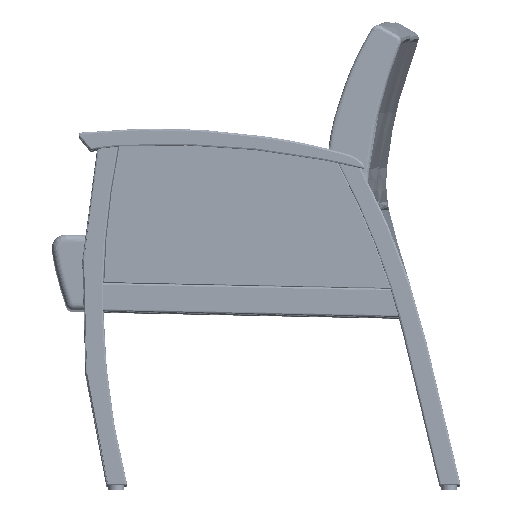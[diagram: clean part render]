
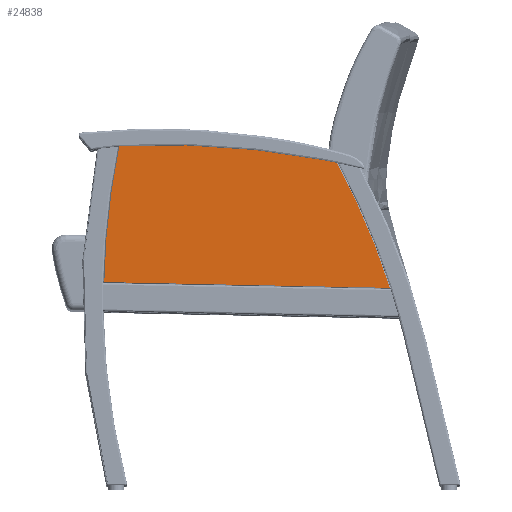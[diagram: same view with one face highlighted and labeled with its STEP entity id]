
A CAD part, top view. The second image highlights one B-rep face of the part: STEP entity #24838.
In plain terms, the highlighted planar face has unit normal (0, 0, 1).
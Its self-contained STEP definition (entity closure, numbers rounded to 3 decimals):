
#2836=PLANE('',#27700);
#3834=LINE('',#127334,#4843);
#4843=VECTOR('',#34304,20.361);
#6910=FACE_OUTER_BOUND('',#9010,.T.);
#9010=EDGE_LOOP('',(#22040,#22041,#22042,#22043));
#10417=CIRCLE('',#27698,53.107);
#10419=CIRCLE('',#27701,53.107);
#10420=CIRCLE('',#27702,59.771);
#12532=VERTEX_POINT('',#127299);
#12535=VERTEX_POINT('',#127319);
#12536=VERTEX_POINT('',#127336);
#12538=VERTEX_POINT('',#127355);
#15708=EDGE_CURVE('',#12535,#12532,#3834,.T.);
#15709=EDGE_CURVE('',#12532,#12536,#10417,.T.);
#15712=EDGE_CURVE('',#12538,#12535,#10419,.T.);
#15713=EDGE_CURVE('',#12536,#12538,#10420,.T.);
#22040=ORIENTED_EDGE('',*,*,#15708,.F.);
#22041=ORIENTED_EDGE('',*,*,#15712,.F.);
#22042=ORIENTED_EDGE('',*,*,#15713,.F.);
#22043=ORIENTED_EDGE('',*,*,#15709,.F.);
#24838=ADVANCED_FACE('',(#6910),#2836,.T.);
#27698=AXIS2_PLACEMENT_3D('',#127337,#34307,#34308);
#27700=AXIS2_PLACEMENT_3D('',#127354,#34311,#34312);
#27701=AXIS2_PLACEMENT_3D('',#127356,#34313,#34314);
#27702=AXIS2_PLACEMENT_3D('',#127357,#34315,#34316);
#34304=DIRECTION('',(-1.,0.02,0.));
#34307=DIRECTION('center_axis',(0.,0.,-1.));
#34308=DIRECTION('ref_axis',(-0.994,0.11,0.));
#34311=DIRECTION('center_axis',(0.,0.,1.));
#34312=DIRECTION('ref_axis',(1.,0.,0.));
#34313=DIRECTION('center_axis',(0.,0.,-1.));
#34314=DIRECTION('ref_axis',(0.921,0.39,0.));
#34315=DIRECTION('center_axis',(0.,0.,-1.));
#34316=DIRECTION('ref_axis',(0.068,0.998,0.));
#127299=CARTESIAN_POINT('',(-10.294,-4.614,0.813));
#127319=CARTESIAN_POINT('',(10.063,-5.024,0.813));
#127334=CARTESIAN_POINT('',(4.99,-4.922,0.813));
#127336=CARTESIAN_POINT('',(-9.201,5.166,0.813));
#127337=CARTESIAN_POINT('Origin',(42.804,-5.595,0.813));
#127354=CARTESIAN_POINT('Origin',(0.,0.,0.813));
#127355=CARTESIAN_POINT('',(6.211,4.023,0.813));
#127356=CARTESIAN_POINT('Origin',(-40.515,-21.216,0.813));
#127357=CARTESIAN_POINT('Origin',(-5.878,-54.512,0.813));
